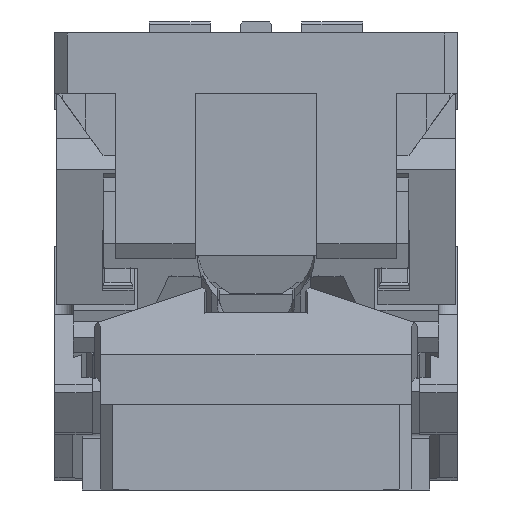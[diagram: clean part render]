
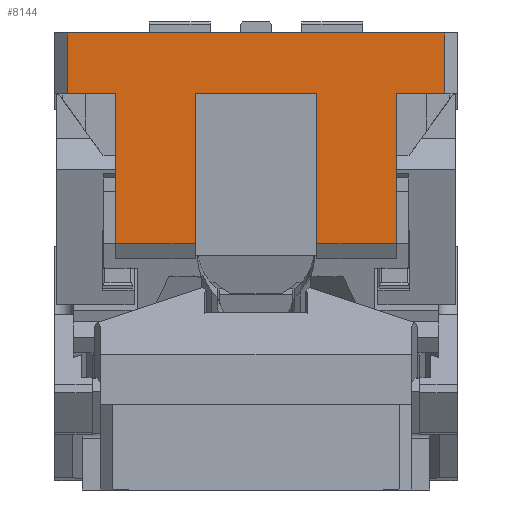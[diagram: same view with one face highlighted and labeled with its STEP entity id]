
A CAD part, left-side view. The second image highlights one B-rep face of the part: STEP entity #8144.
In plain terms, the highlighted planar face has unit normal (-1, 0, 0).
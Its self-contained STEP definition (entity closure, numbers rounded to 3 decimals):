
#101=CARTESIAN_POINT('Vertex',(-340.,-50.,235.)) ;
#104=CARTESIAN_POINT('Line Origine',(-340.,0.,235.)) ;
#108=CARTESIAN_POINT('Vertex',(-340.,50.,235.)) ;
#261=CARTESIAN_POINT('Vertex',(-340.,155.,285.)) ;
#264=CARTESIAN_POINT('Line Origine',(-340.,0.,285.)) ;
#268=CARTESIAN_POINT('Vertex',(-340.,-155.,285.)) ;
#769=CARTESIAN_POINT('Vertex',(-340.,115.,235.)) ;
#772=CARTESIAN_POINT('Line Origine',(-340.,135.,235.)) ;
#776=CARTESIAN_POINT('Vertex',(-340.,155.,235.)) ;
#915=CARTESIAN_POINT('Vertex',(-340.,115.,111.873)) ;
#918=CARTESIAN_POINT('Line Origine',(-340.,115.,173.436)) ;
#5899=CARTESIAN_POINT('Line Origine',(-340.,155.,260.)) ;
#7509=CARTESIAN_POINT('Vertex',(-340.,-115.,235.)) ;
#7512=CARTESIAN_POINT('Line Origine',(-340.,-115.,173.436)) ;
#7516=CARTESIAN_POINT('Vertex',(-340.,-115.,111.873)) ;
#7776=CARTESIAN_POINT('Vertex',(-340.,-155.,235.)) ;
#7779=CARTESIAN_POINT('Line Origine',(-340.,-135.,235.)) ;
#8051=CARTESIAN_POINT('Line Origine',(-340.,-155.,260.)) ;
#8101=CARTESIAN_POINT('Axis2P3D Location',(-340.,-165.,235.)) ;
#8106=CARTESIAN_POINT('Line Origine',(-340.,-50.,173.436)) ;
#8110=CARTESIAN_POINT('Vertex',(-340.,-50.,111.873)) ;
#8113=CARTESIAN_POINT('Line Origine',(-340.,-82.5,111.873)) ;
#8118=CARTESIAN_POINT('Line Origine',(-340.,82.5,111.873)) ;
#8122=CARTESIAN_POINT('Vertex',(-340.,50.,111.873)) ;
#8125=CARTESIAN_POINT('Line Origine',(-340.,50.,173.436)) ;
#105=DIRECTION('Vector Direction',(0.,1.,0.)) ;
#265=DIRECTION('Vector Direction',(0.,1.,0.)) ;
#773=DIRECTION('Vector Direction',(0.,1.,0.)) ;
#919=DIRECTION('Vector Direction',(0.,0.,-1.)) ;
#5900=DIRECTION('Vector Direction',(0.,0.,-1.)) ;
#7513=DIRECTION('Vector Direction',(0.,0.,1.)) ;
#7780=DIRECTION('Vector Direction',(0.,-1.,0.)) ;
#8052=DIRECTION('Vector Direction',(0.,0.,1.)) ;
#8102=DIRECTION('Axis2P3D Direction',(1.,0.,0.)) ;
#8103=DIRECTION('Axis2P3D XDirection',(0.,0.,1.)) ;
#8107=DIRECTION('Vector Direction',(0.,0.,-1.)) ;
#8114=DIRECTION('Vector Direction',(0.,1.,0.)) ;
#8119=DIRECTION('Vector Direction',(0.,1.,0.)) ;
#8126=DIRECTION('Vector Direction',(0.,0.,-1.)) ;
#8104=AXIS2_PLACEMENT_3D('Plane Axis2P3D',#8101,#8102,#8103) ;
#8131=ORIENTED_EDGE('',*,*,#110,.F.) ;
#8132=ORIENTED_EDGE('',*,*,#8112,.T.) ;
#8133=ORIENTED_EDGE('',*,*,#8117,.T.) ;
#8134=ORIENTED_EDGE('',*,*,#7518,.T.) ;
#8135=ORIENTED_EDGE('',*,*,#7783,.F.) ;
#8136=ORIENTED_EDGE('',*,*,#8055,.T.) ;
#8137=ORIENTED_EDGE('',*,*,#270,.T.) ;
#8138=ORIENTED_EDGE('',*,*,#5903,.T.) ;
#8139=ORIENTED_EDGE('',*,*,#778,.F.) ;
#8140=ORIENTED_EDGE('',*,*,#922,.T.) ;
#8141=ORIENTED_EDGE('',*,*,#8124,.T.) ;
#8142=ORIENTED_EDGE('',*,*,#8129,.F.) ;
#106=VECTOR('Line Direction',#105,1.) ;
#266=VECTOR('Line Direction',#265,1.) ;
#774=VECTOR('Line Direction',#773,1.) ;
#920=VECTOR('Line Direction',#919,1.) ;
#5901=VECTOR('Line Direction',#5900,1.) ;
#7514=VECTOR('Line Direction',#7513,1.) ;
#7781=VECTOR('Line Direction',#7780,1.) ;
#8053=VECTOR('Line Direction',#8052,1.) ;
#8108=VECTOR('Line Direction',#8107,1.) ;
#8115=VECTOR('Line Direction',#8114,1.) ;
#8120=VECTOR('Line Direction',#8119,1.) ;
#8127=VECTOR('Line Direction',#8126,1.) ;
#8144=ADVANCED_FACE('CAM HOLDER',(#8143),#8105,.F.) ;
#110=EDGE_CURVE('',#102,#109,#107,.T.) ;
#270=EDGE_CURVE('',#269,#262,#267,.T.) ;
#778=EDGE_CURVE('',#770,#777,#775,.T.) ;
#922=EDGE_CURVE('',#770,#916,#921,.T.) ;
#5903=EDGE_CURVE('',#262,#777,#5902,.T.) ;
#7518=EDGE_CURVE('',#7517,#7510,#7515,.T.) ;
#7783=EDGE_CURVE('',#7777,#7510,#7782,.F.) ;
#8055=EDGE_CURVE('',#7777,#269,#8054,.T.) ;
#8112=EDGE_CURVE('',#102,#8111,#8109,.T.) ;
#8117=EDGE_CURVE('',#8111,#7517,#8116,.F.) ;
#8124=EDGE_CURVE('',#916,#8123,#8121,.F.) ;
#8129=EDGE_CURVE('',#109,#8123,#8128,.T.) ;
#8130=EDGE_LOOP('',(#8131,#8132,#8133,#8134,#8135,#8136,#8137,#8138,#8139,#8140,#8141,#8142)) ;
#8143=FACE_OUTER_BOUND('',#8130,.T.) ;
#107=LINE('Line',#104,#106) ;
#267=LINE('Line',#264,#266) ;
#775=LINE('Line',#772,#774) ;
#921=LINE('Line',#918,#920) ;
#5902=LINE('Line',#5899,#5901) ;
#7515=LINE('Line',#7512,#7514) ;
#7782=LINE('Line',#7779,#7781) ;
#8054=LINE('Line',#8051,#8053) ;
#8109=LINE('Line',#8106,#8108) ;
#8116=LINE('Line',#8113,#8115) ;
#8121=LINE('Line',#8118,#8120) ;
#8128=LINE('Line',#8125,#8127) ;
#8105=PLANE('Plane',#8104) ;
#102=VERTEX_POINT('',#101) ;
#109=VERTEX_POINT('',#108) ;
#262=VERTEX_POINT('',#261) ;
#269=VERTEX_POINT('',#268) ;
#770=VERTEX_POINT('',#769) ;
#777=VERTEX_POINT('',#776) ;
#916=VERTEX_POINT('',#915) ;
#7510=VERTEX_POINT('',#7509) ;
#7517=VERTEX_POINT('',#7516) ;
#7777=VERTEX_POINT('',#7776) ;
#8111=VERTEX_POINT('',#8110) ;
#8123=VERTEX_POINT('',#8122) ;
